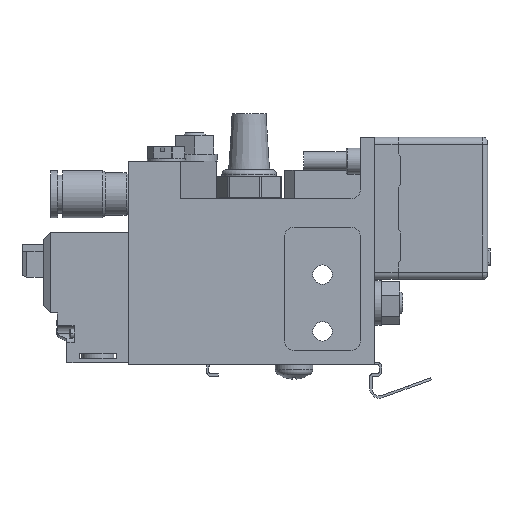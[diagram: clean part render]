
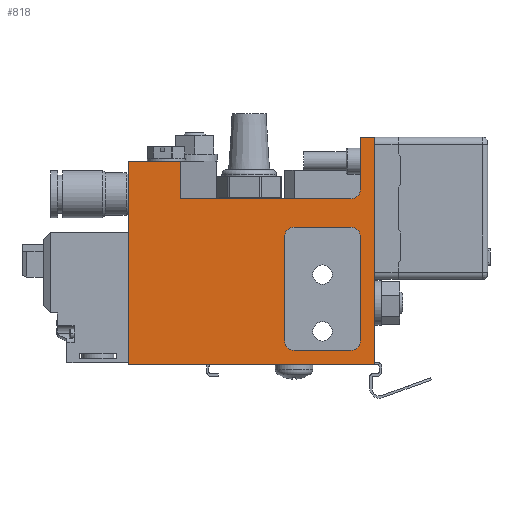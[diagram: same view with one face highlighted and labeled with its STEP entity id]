
A CAD part, left-side view. The second image highlights one B-rep face of the part: STEP entity #818.
In plain terms, the highlighted planar face has unit normal (-1, 0, 0).
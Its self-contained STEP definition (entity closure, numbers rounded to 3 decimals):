
#107=CARTESIAN_POINT('',(-65.628,-90.66,21.926));
#108=VERTEX_POINT('',#107);
#115=CARTESIAN_POINT('',(-65.628,-90.66,-26.074));
#116=VERTEX_POINT('',#115);
#117=CARTESIAN_POINT('',(-65.628,-90.66,-26.074));
#118=DIRECTION('',(0.0,0.0,1.0));
#119=VECTOR('',#118,48.);
#120=LINE('',#117,#119);
#121=EDGE_CURVE('',#116,#108,#120,.T.);
#220=CARTESIAN_POINT('',(-65.628,-87.66,10.926));
#221=VERTEX_POINT('',#220);
#228=CARTESIAN_POINT('',(-65.628,-87.66,21.926));
#229=VERTEX_POINT('',#228);
#230=CARTESIAN_POINT('',(-65.628,-87.66,21.926));
#231=DIRECTION('',(0.0,0.0,-1.0));
#232=VECTOR('',#231,11.);
#233=LINE('',#230,#232);
#234=EDGE_CURVE('',#229,#221,#233,.T.);
#448=CARTESIAN_POINT('',(-65.628,-49.654,8.926));
#449=VERTEX_POINT('',#448);
#456=CARTESIAN_POINT('',(-65.628,-85.66,8.926));
#457=VERTEX_POINT('',#456);
#458=CARTESIAN_POINT('',(-65.628,-49.654,8.926));
#459=DIRECTION('',(0.0,-1.0,0.0));
#460=VECTOR('',#459,36.006);
#461=LINE('',#458,#460);
#462=EDGE_CURVE('',#449,#457,#461,.T.);
#666=CARTESIAN_POINT('',(-65.628,-38.66,16.926));
#667=VERTEX_POINT('',#666);
#674=CARTESIAN_POINT('',(-65.628,-49.654,16.926));
#675=VERTEX_POINT('',#674);
#676=CARTESIAN_POINT('',(-65.628,-49.654,16.926));
#677=DIRECTION('',(0.0,1.0,0.0));
#678=VECTOR('',#677,10.994);
#679=LINE('',#676,#678);
#680=EDGE_CURVE('',#675,#667,#679,.T.);
#698=CARTESIAN_POINT('',(-65.628,-49.654,16.926));
#699=DIRECTION('',(0.0,0.0,-1.0));
#700=VECTOR('',#699,8.);
#701=LINE('',#698,#700);
#702=EDGE_CURVE('',#675,#449,#701,.T.);
#709=CARTESIAN_POINT('',(-65.628,-90.66,-26.074));
#710=DIRECTION('',(-1.0,0.0,0.0));
#711=DIRECTION('',(0.0,0.0,1.0));
#712=AXIS2_PLACEMENT_3D('',#709,#710,#711);
#713=PLANE('',#712);
#714=ORIENTED_EDGE('',*,*,#702,.F.);
#715=ORIENTED_EDGE('',*,*,#680,.T.);
#716=CARTESIAN_POINT('',(-65.628,-38.66,-26.074));
#717=VERTEX_POINT('',#716);
#718=CARTESIAN_POINT('',(-65.628,-38.66,-26.074));
#719=DIRECTION('',(0.0,0.0,1.0));
#720=VECTOR('',#719,43.);
#721=LINE('',#718,#720);
#722=EDGE_CURVE('',#717,#667,#721,.T.);
#723=ORIENTED_EDGE('',*,*,#722,.F.);
#724=CARTESIAN_POINT('',(-65.628,-38.66,-26.074));
#725=DIRECTION('',(0.0,-1.0,0.0));
#726=VECTOR('',#725,52.0);
#727=LINE('',#724,#726);
#728=EDGE_CURVE('',#717,#116,#727,.T.);
#729=ORIENTED_EDGE('',*,*,#728,.T.);
#730=ORIENTED_EDGE('',*,*,#121,.T.);
#731=CARTESIAN_POINT('',(-65.628,-90.66,21.926));
#732=DIRECTION('',(0.0,1.0,0.0));
#733=VECTOR('',#732,3.0);
#734=LINE('',#731,#733);
#735=EDGE_CURVE('',#108,#229,#734,.T.);
#736=ORIENTED_EDGE('',*,*,#735,.T.);
#737=ORIENTED_EDGE('',*,*,#234,.T.);
#738=CARTESIAN_POINT('',(-65.628,-85.66,10.926));
#739=DIRECTION('',(1.0,0.0,0.0));
#740=DIRECTION('',(0.0,0.0,1.0));
#741=AXIS2_PLACEMENT_3D('',#738,#739,#740);
#742=CIRCLE('',#741,2.0);
#743=EDGE_CURVE('',#221,#457,#742,.T.);
#744=ORIENTED_EDGE('',*,*,#743,.T.);
#745=ORIENTED_EDGE('',*,*,#462,.F.);
#746=EDGE_LOOP('',(#714,#715,#723,#729,#730,#736,#737,#744,#745));
#747=FACE_OUTER_BOUND('',#746,.T.);
#748=CARTESIAN_POINT('',(-65.628,-73.66,2.926));
#749=VERTEX_POINT('',#748);
#750=CARTESIAN_POINT('',(-65.628,-85.66,2.926));
#751=VERTEX_POINT('',#750);
#752=CARTESIAN_POINT('',(-65.628,-73.66,2.926));
#753=DIRECTION('',(0.0,-1.0,0.0));
#754=VECTOR('',#753,12.);
#755=LINE('',#752,#754);
#756=EDGE_CURVE('',#749,#751,#755,.T.);
#757=ORIENTED_EDGE('',*,*,#756,.T.);
#758=CARTESIAN_POINT('',(-65.628,-87.66,0.926));
#759=VERTEX_POINT('',#758);
#760=CARTESIAN_POINT('',(-65.628,-85.66,0.926));
#761=DIRECTION('',(1.0,0.0,0.0));
#762=DIRECTION('',(0.0,-1.0,0.0));
#763=AXIS2_PLACEMENT_3D('',#760,#761,#762);
#764=CIRCLE('',#763,2.0);
#765=EDGE_CURVE('',#751,#759,#764,.T.);
#766=ORIENTED_EDGE('',*,*,#765,.T.);
#767=CARTESIAN_POINT('',(-65.628,-87.66,-21.074));
#768=VERTEX_POINT('',#767);
#769=CARTESIAN_POINT('',(-65.628,-87.66,0.926));
#770=DIRECTION('',(0.0,0.0,-1.0));
#771=VECTOR('',#770,22.0);
#772=LINE('',#769,#771);
#773=EDGE_CURVE('',#759,#768,#772,.T.);
#774=ORIENTED_EDGE('',*,*,#773,.T.);
#775=CARTESIAN_POINT('',(-65.628,-85.66,-23.074));
#776=VERTEX_POINT('',#775);
#777=CARTESIAN_POINT('',(-65.628,-85.66,-21.074));
#778=DIRECTION('',(1.0,0.0,0.0));
#779=DIRECTION('',(0.0,0.0,-1.0));
#780=AXIS2_PLACEMENT_3D('',#777,#778,#779);
#781=CIRCLE('',#780,2.);
#782=EDGE_CURVE('',#768,#776,#781,.T.);
#783=ORIENTED_EDGE('',*,*,#782,.T.);
#784=CARTESIAN_POINT('',(-65.628,-73.66,-23.074));
#785=VERTEX_POINT('',#784);
#786=CARTESIAN_POINT('',(-65.628,-85.66,-23.074));
#787=DIRECTION('',(0.0,1.0,0.0));
#788=VECTOR('',#787,12.0);
#789=LINE('',#786,#788);
#790=EDGE_CURVE('',#776,#785,#789,.T.);
#791=ORIENTED_EDGE('',*,*,#790,.T.);
#792=CARTESIAN_POINT('',(-65.628,-71.66,-21.074));
#793=VERTEX_POINT('',#792);
#794=CARTESIAN_POINT('',(-65.628,-73.66,-21.074));
#795=DIRECTION('',(1.0,0.0,0.0));
#796=DIRECTION('',(0.0,1.0,0.0));
#797=AXIS2_PLACEMENT_3D('',#794,#795,#796);
#798=CIRCLE('',#797,2.0);
#799=EDGE_CURVE('',#785,#793,#798,.T.);
#800=ORIENTED_EDGE('',*,*,#799,.T.);
#801=CARTESIAN_POINT('',(-65.628,-71.66,0.926));
#802=VERTEX_POINT('',#801);
#803=CARTESIAN_POINT('',(-65.628,-71.66,-21.074));
#804=DIRECTION('',(0.0,0.0,1.0));
#805=VECTOR('',#804,22.0);
#806=LINE('',#803,#805);
#807=EDGE_CURVE('',#793,#802,#806,.T.);
#808=ORIENTED_EDGE('',*,*,#807,.T.);
#809=CARTESIAN_POINT('',(-65.628,-73.66,0.926));
#810=DIRECTION('',(1.0,0.0,0.0));
#811=DIRECTION('',(0.0,0.0,1.0));
#812=AXIS2_PLACEMENT_3D('',#809,#810,#811);
#813=CIRCLE('',#812,2.);
#814=EDGE_CURVE('',#802,#749,#813,.T.);
#815=ORIENTED_EDGE('',*,*,#814,.T.);
#816=EDGE_LOOP('',(#757,#766,#774,#783,#791,#800,#808,#815));
#817=FACE_BOUND('',#816,.T.);
#818=ADVANCED_FACE('',(#747,#817),#713,.T.);
